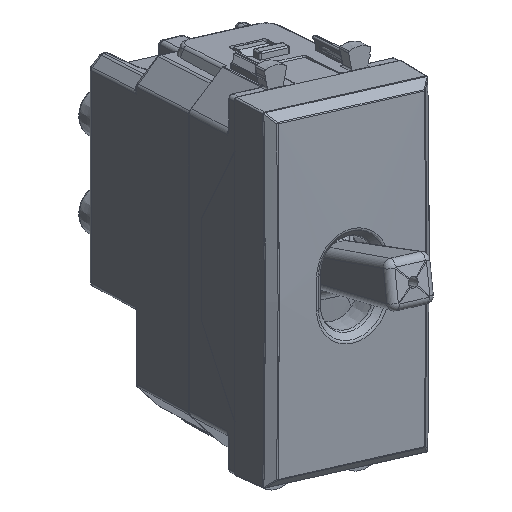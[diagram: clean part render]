
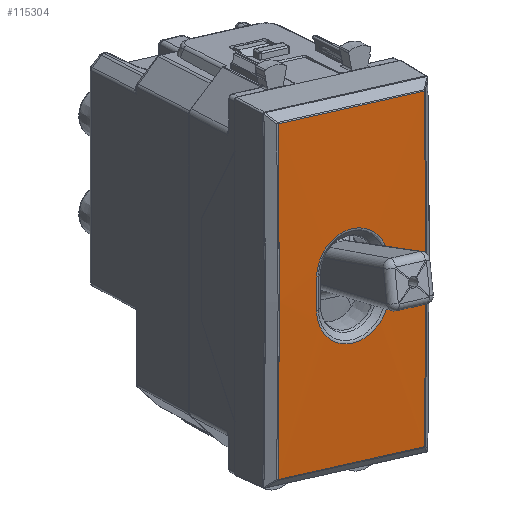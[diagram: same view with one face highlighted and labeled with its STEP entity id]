
A CAD part, top view. The second image highlights one B-rep face of the part: STEP entity #115304.
In plain terms, the highlighted cylindrical face has radius 825.27 mm (diameter 1650.54 mm), a partial arc.
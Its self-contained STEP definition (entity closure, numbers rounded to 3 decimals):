
#110776=CARTESIAN_POINT('Vertex',(9.767,-21.068,13.381)) ;
#110779=CARTESIAN_POINT('Line Origine',(0.,-21.068,13.381)) ;
#110783=CARTESIAN_POINT('Vertex',(-9.767,-21.068,13.381)) ;
#110868=CARTESIAN_POINT('Control Point',(-9.767,-21.068,13.381)) ;
#110869=CARTESIAN_POINT('Control Point',(-9.763,-16.33,13.502)) ;
#110870=CARTESIAN_POINT('Control Point',(-9.761,-11.592,13.589)) ;
#110871=CARTESIAN_POINT('Control Point',(-9.76,-6.853,13.642)) ;
#110872=CARTESIAN_POINT('Control Point',(-9.759,1.574,13.676)) ;
#110873=CARTESIAN_POINT('Control Point',(-9.761,10.002,13.602)) ;
#110874=CARTESIAN_POINT('Control Point',(-9.762,13.691,13.549)) ;
#110875=CARTESIAN_POINT('Control Point',(-9.764,17.38,13.475)) ;
#110876=CARTESIAN_POINT('Control Point',(-9.767,21.068,13.381)) ;
#110877=CARTESIAN_POINT('Vertex',(-9.767,21.068,13.381)) ;
#110936=CARTESIAN_POINT('Line Origine',(0.,21.068,13.381)) ;
#110940=CARTESIAN_POINT('Vertex',(9.767,21.068,13.381)) ;
#111025=CARTESIAN_POINT('Control Point',(9.767,-21.068,13.381)) ;
#111026=CARTESIAN_POINT('Control Point',(9.763,-16.361,13.501)) ;
#111027=CARTESIAN_POINT('Control Point',(9.761,-11.654,13.588)) ;
#111028=CARTESIAN_POINT('Control Point',(9.76,-6.945,13.641)) ;
#111029=CARTESIAN_POINT('Control Point',(9.759,1.482,13.676)) ;
#111030=CARTESIAN_POINT('Control Point',(9.761,9.91,13.603)) ;
#111031=CARTESIAN_POINT('Control Point',(9.762,13.63,13.55)) ;
#111032=CARTESIAN_POINT('Control Point',(9.764,17.349,13.476)) ;
#111033=CARTESIAN_POINT('Control Point',(9.767,21.068,13.381)) ;
#115236=CARTESIAN_POINT('Axis2P3D Location',(0.,0.,-811.62)) ;
#115248=CARTESIAN_POINT('Control Point',(4.795,-2.002,13.648)) ;
#115249=CARTESIAN_POINT('Control Point',(4.795,-0.668,13.651)) ;
#115250=CARTESIAN_POINT('Control Point',(4.795,0.667,13.651)) ;
#115251=CARTESIAN_POINT('Control Point',(4.795,2.002,13.648)) ;
#115252=CARTESIAN_POINT('Vertex',(4.795,2.003,13.648)) ;
#115254=CARTESIAN_POINT('Vertex',(4.795,-2.002,13.648)) ;
#115258=CARTESIAN_POINT('Control Point',(4.795,-2.003,13.648)) ;
#115259=CARTESIAN_POINT('Control Point',(4.794,-3.227,13.645)) ;
#115260=CARTESIAN_POINT('Control Point',(4.401,-4.45,13.639)) ;
#115261=CARTESIAN_POINT('Control Point',(3.616,-5.504,13.632)) ;
#115262=CARTESIAN_POINT('Control Point',(2.027,-6.595,13.624)) ;
#115263=CARTESIAN_POINT('Control Point',(0.185,-6.844,13.622)) ;
#115264=CARTESIAN_POINT('Control Point',(-0.437,-6.828,13.622)) ;
#115265=CARTESIAN_POINT('Control Point',(-2.214,-6.492,13.625)) ;
#115266=CARTESIAN_POINT('Control Point',(-3.71,-5.375,13.633)) ;
#115267=CARTESIAN_POINT('Control Point',(-4.433,-4.35,13.64)) ;
#115268=CARTESIAN_POINT('Control Point',(-4.794,-3.177,13.645)) ;
#115269=CARTESIAN_POINT('Control Point',(-4.795,-2.003,13.648)) ;
#115270=CARTESIAN_POINT('Vertex',(-4.795,-2.003,13.648)) ;
#115274=CARTESIAN_POINT('Control Point',(-4.795,2.002,13.648)) ;
#115275=CARTESIAN_POINT('Control Point',(-4.795,0.667,13.651)) ;
#115276=CARTESIAN_POINT('Control Point',(-4.795,-0.667,13.651)) ;
#115277=CARTESIAN_POINT('Control Point',(-4.795,-2.002,13.648)) ;
#115278=CARTESIAN_POINT('Vertex',(-4.795,2.002,13.648)) ;
#115282=CARTESIAN_POINT('Control Point',(4.795,2.003,13.648)) ;
#115283=CARTESIAN_POINT('Control Point',(4.794,3.381,13.644)) ;
#115284=CARTESIAN_POINT('Control Point',(4.296,4.759,13.638)) ;
#115285=CARTESIAN_POINT('Control Point',(3.298,5.894,13.629)) ;
#115286=CARTESIAN_POINT('Control Point',(1.42,6.864,13.621)) ;
#115287=CARTESIAN_POINT('Control Point',(-0.594,6.812,13.622)) ;
#115288=CARTESIAN_POINT('Control Point',(-1.206,6.696,13.623)) ;
#115289=CARTESIAN_POINT('Control Point',(-2.372,6.274,13.626)) ;
#115290=CARTESIAN_POINT('Control Point',(-3.349,5.509,13.632)) ;
#115291=CARTESIAN_POINT('Control Point',(-3.771,5.052,13.635)) ;
#115292=CARTESIAN_POINT('Control Point',(-4.341,4.191,13.64)) ;
#115293=CARTESIAN_POINT('Control Point',(-4.664,3.218,13.644)) ;
#115294=CARTESIAN_POINT('Control Point',(-4.751,2.817,13.645)) ;
#115295=CARTESIAN_POINT('Control Point',(-4.795,2.41,13.647)) ;
#115296=CARTESIAN_POINT('Control Point',(-4.795,2.003,13.648)) ;
#110780=DIRECTION('Vector Direction',(-1.,0.,0.)) ;
#110937=DIRECTION('Vector Direction',(1.,0.,0.)) ;
#115237=DIRECTION('Axis2P3D Direction',(1.,0.,0.)) ;
#115238=DIRECTION('Axis2P3D XDirection',(0.,0.027,1.)) ;
#115239=AXIS2_PLACEMENT_3D('Cylinder Axis2P3D',#115236,#115237,#115238) ;
#115242=ORIENTED_EDGE('',*,*,#111034,.F.) ;
#115243=ORIENTED_EDGE('',*,*,#110942,.F.) ;
#115244=ORIENTED_EDGE('',*,*,#110879,.F.) ;
#115245=ORIENTED_EDGE('',*,*,#110785,.F.) ;
#115299=ORIENTED_EDGE('',*,*,#115256,.T.) ;
#115300=ORIENTED_EDGE('',*,*,#115272,.T.) ;
#115301=ORIENTED_EDGE('',*,*,#115280,.T.) ;
#115302=ORIENTED_EDGE('',*,*,#115297,.T.) ;
#115303=FACE_BOUND('',#115298,.T.) ;
#110781=VECTOR('Line Direction',#110780,1.) ;
#110938=VECTOR('Line Direction',#110937,1.) ;
#115304=ADVANCED_FACE('PartBody',(#115246,#115303),#115240,.T.) ;
#110867=B_SPLINE_CURVE_WITH_KNOTS('',5,(#110868,#110869,#110870,#110871,#110872,#110873,#110874,#110875,#110876),.UNSPECIFIED.,.F.,.U.,(6,3,6),(17.188,58.208,90.142),.UNSPECIFIED.) ;
#111024=B_SPLINE_CURVE_WITH_KNOTS('',5,(#111025,#111026,#111027,#111028,#111029,#111030,#111031,#111032,#111033),.UNSPECIFIED.,.F.,.U.,(6,3,6),(17.188,57.942,90.141),.UNSPECIFIED.) ;
#115247=B_SPLINE_CURVE_WITH_KNOTS('',3,(#115248,#115249,#115250,#115251),.UNSPECIFIED.,.F.,.U.,(4,4),(47.604,54.538),.UNSPECIFIED.) ;
#115257=B_SPLINE_CURVE_WITH_KNOTS('',5,(#115258,#115259,#115260,#115261,#115262,#115263,#115264,#115265,#115266,#115267,#115268,#115269),.UNSPECIFIED.,.F.,.U.,(6,3,3,6),(0.,9.575,14.373,23.558),.UNSPECIFIED.) ;
#115273=B_SPLINE_CURVE_WITH_KNOTS('',3,(#115274,#115275,#115276,#115277),.UNSPECIFIED.,.F.,.U.,(4,4),(47.603,54.537),.UNSPECIFIED.) ;
#115281=B_SPLINE_CURVE_WITH_KNOTS('',5,(#115282,#115283,#115284,#115285,#115286,#115287,#115288,#115289,#115290,#115291,#115292,#115293,#115294,#115295,#115296),.UNSPECIFIED.,.F.,.U.,(6,3,3,3,6),(2.693,13.477,18.274,23.065,26.251),.UNSPECIFIED.) ;
#115240=CYLINDRICAL_SURFACE('generated cylinder',#115239,825.27) ;
#110785=EDGE_CURVE('',#110777,#110784,#110782,.T.) ;
#110879=EDGE_CURVE('',#110784,#110878,#110867,.T.) ;
#110942=EDGE_CURVE('',#110878,#110941,#110939,.T.) ;
#111034=EDGE_CURVE('',#110941,#110777,#111024,.F.) ;
#115256=EDGE_CURVE('',#115253,#115255,#115247,.F.) ;
#115272=EDGE_CURVE('',#115255,#115271,#115257,.T.) ;
#115280=EDGE_CURVE('',#115271,#115279,#115273,.F.) ;
#115297=EDGE_CURVE('',#115279,#115253,#115281,.F.) ;
#115241=EDGE_LOOP('',(#115242,#115243,#115244,#115245)) ;
#115298=EDGE_LOOP('',(#115299,#115300,#115301,#115302)) ;
#115246=FACE_OUTER_BOUND('',#115241,.T.) ;
#110782=LINE('Line',#110779,#110781) ;
#110939=LINE('Line',#110936,#110938) ;
#110777=VERTEX_POINT('',#110776) ;
#110784=VERTEX_POINT('',#110783) ;
#110878=VERTEX_POINT('',#110877) ;
#110941=VERTEX_POINT('',#110940) ;
#115253=VERTEX_POINT('',#115252) ;
#115255=VERTEX_POINT('',#115254) ;
#115271=VERTEX_POINT('',#115270) ;
#115279=VERTEX_POINT('',#115278) ;
